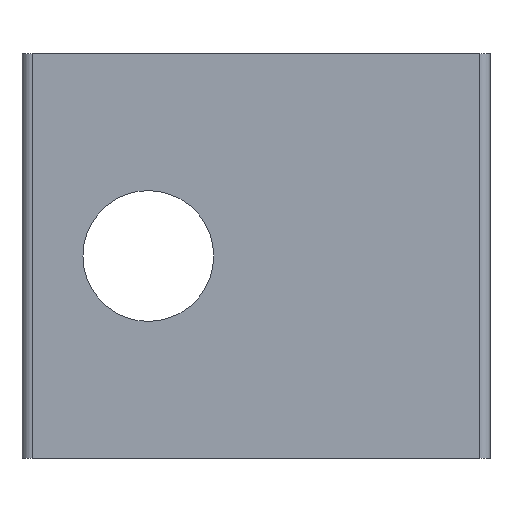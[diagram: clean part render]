
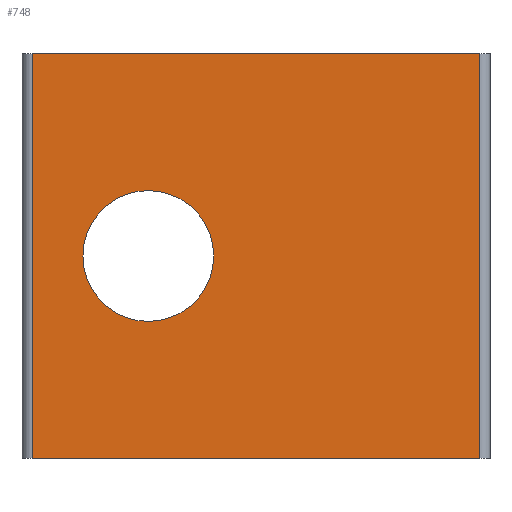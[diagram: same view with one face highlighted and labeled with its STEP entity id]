
A CAD part, front view. The second image highlights one B-rep face of the part: STEP entity #748.
In plain terms, the highlighted planar face has unit normal (0, -1, 0).
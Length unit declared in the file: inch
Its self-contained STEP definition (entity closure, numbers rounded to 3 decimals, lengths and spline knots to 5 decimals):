
#53=LINE('',#1407,#91);
#56=LINE('',#1420,#94);
#61=LINE('',#1433,#99);
#62=LINE('',#1436,#100);
#91=VECTOR('',#971,1.106);
#94=VECTOR('',#986,1.);
#99=VECTOR('',#999,1.);
#100=VECTOR('',#1004,1.106);
#119=PLANE('',#828);
#182=FACE_BOUND('',#287,.T.);
#220=FACE_OUTER_BOUND('',#286,.T.);
#286=EDGE_LOOP('',(#635,#636,#637,#638));
#287=EDGE_LOOP('',(#639));
#327=CIRCLE('',#801,0.1615);
#385=VERTEX_POINT('',#1382);
#389=VERTEX_POINT('',#1404);
#390=VERTEX_POINT('',#1406);
#394=VERTEX_POINT('',#1418);
#398=VERTEX_POINT('',#1432);
#461=EDGE_CURVE('',#385,#385,#327,.T.);
#472=EDGE_CURVE('',#390,#389,#53,.T.);
#479=EDGE_CURVE('',#394,#389,#56,.T.);
#485=EDGE_CURVE('',#390,#398,#61,.T.);
#487=EDGE_CURVE('',#398,#394,#62,.T.);
#635=ORIENTED_EDGE('',*,*,#479,.F.);
#636=ORIENTED_EDGE('',*,*,#487,.F.);
#637=ORIENTED_EDGE('',*,*,#485,.F.);
#638=ORIENTED_EDGE('',*,*,#472,.T.);
#639=ORIENTED_EDGE('',*,*,#461,.T.);
#748=ADVANCED_FACE('',(#220,#182),#119,.T.);
#801=AXIS2_PLACEMENT_3D('',#1383,#936,#937);
#828=AXIS2_PLACEMENT_3D('',#1435,#1002,#1003);
#936=DIRECTION('center_axis',(0.,1.,0.));
#937=DIRECTION('ref_axis',(-1.,0.,0.));
#971=DIRECTION('',(1.,0.,0.));
#986=DIRECTION('',(0.,0.,-1.));
#999=DIRECTION('',(0.,0.,1.));
#1002=DIRECTION('center_axis',(0.,-1.,0.));
#1003=DIRECTION('ref_axis',(0.,0.,-1.));
#1004=DIRECTION('',(1.,0.,0.));
#1382=CARTESIAN_POINT('',(-0.29885,-0.04648,-0.5));
#1383=CARTESIAN_POINT('Origin',(-0.46035,-0.04648,
-0.5));
#1404=CARTESIAN_POINT('',(0.35865,-0.04648,-1.));
#1406=CARTESIAN_POINT('',(-0.74735,-0.04648,-1.));
#1407=CARTESIAN_POINT('',(-0.77235,-0.04648,-1.));
#1418=CARTESIAN_POINT('',(0.35865,-0.04648,0.));
#1420=CARTESIAN_POINT('',(0.35865,-0.04648,0.));
#1432=CARTESIAN_POINT('',(-0.74735,-0.04648,0.));
#1433=CARTESIAN_POINT('',(-0.74735,-0.04648,0.));
#1435=CARTESIAN_POINT('Origin',(-0.77235,-0.04648,
0.));
#1436=CARTESIAN_POINT('',(-0.77235,-0.04648,0.));
